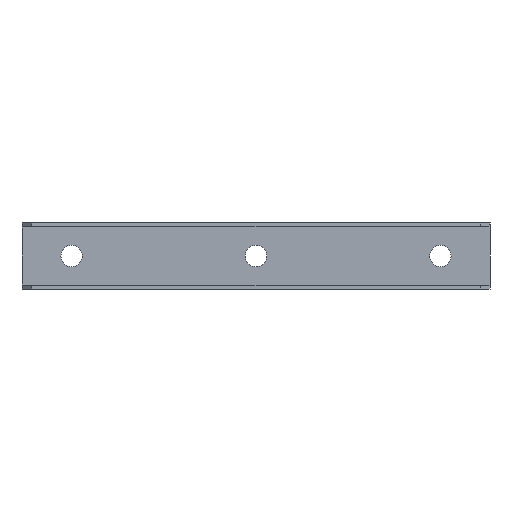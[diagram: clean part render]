
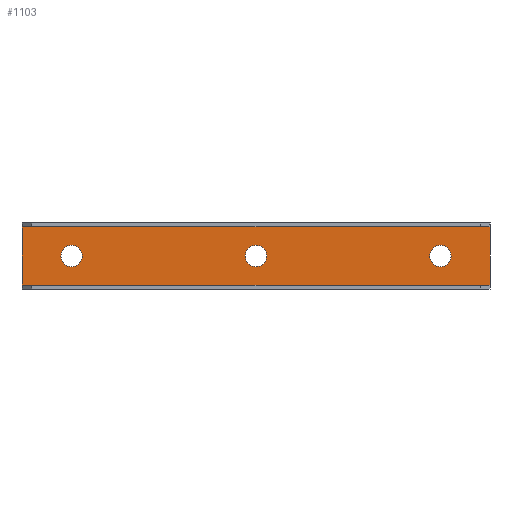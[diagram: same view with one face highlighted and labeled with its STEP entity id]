
A CAD part, left-side view. The second image highlights one B-rep face of the part: STEP entity #1103.
In plain terms, the highlighted planar face has unit normal (-1, 0, 0).
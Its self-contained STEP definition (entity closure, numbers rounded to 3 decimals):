
#29 = CARTESIAN_POINT ( 'NONE',  ( 13.5, -25., 0. ) ) ;
#52 = CARTESIAN_POINT ( 'NONE',  ( 13.5, -145.5, 14. ) ) ;
#120 = DIRECTION ( 'NONE',  ( 0., 0., -1. ) ) ;
#124 = DIRECTION ( 'NONE',  ( 0., 0., -1. ) ) ;
#140 = CARTESIAN_POINT ( 'NONE',  ( 13.5, 95.5, 13. ) ) ;
#148 = CARTESIAN_POINT ( 'NONE',  ( 13.5, 95.5, -15. ) ) ;
#154 = EDGE_CURVE ( 'NONE', #1187, #672, #2162, .T. ) ;
#186 = CIRCLE ( 'NONE', #1478, 5.5 ) ;
#192 = AXIS2_PLACEMENT_3D ( 'NONE', #1461, #2301, #2100 ) ;
#195 = CIRCLE ( 'NONE', #1908, 5.5 ) ;
#234 = VECTOR ( 'NONE', #555, 1000. ) ;
#239 = CIRCLE ( 'NONE', #2309, 5.5 ) ;
#254 = DIRECTION ( 'NONE',  ( -1., 0., 0. ) ) ;
#268 = DIRECTION ( 'NONE',  ( 0., 0., 1. ) ) ;
#280 = CIRCLE ( 'NONE', #850, 5.5 ) ;
#299 = CARTESIAN_POINT ( 'NONE',  ( 13.5, -120., 5.5 ) ) ;
#330 = LINE ( 'NONE', #2196, #474 ) ;
#336 = VERTEX_POINT ( 'NONE', #1965 ) ;
#418 = ORIENTED_EDGE ( 'NONE', *, *, #2622, .F. ) ;
#431 = VERTEX_POINT ( 'NONE', #607 ) ;
#443 = FACE_OUTER_BOUND ( 'NONE', #782, .T. ) ;
#458 = ORIENTED_EDGE ( 'NONE', *, *, #2482, .F. ) ;
#468 = VECTOR ( 'NONE', #612, 1000. ) ;
#474 = VECTOR ( 'NONE', #729, 1000. ) ;
#485 = DIRECTION ( 'NONE',  ( 0., 0., 1. ) ) ;
#522 = CARTESIAN_POINT ( 'NONE',  ( 13.5, 95.5, -14. ) ) ;
#555 = DIRECTION ( 'NONE',  ( 0., 0., 1. ) ) ;
#594 = ORIENTED_EDGE ( 'NONE', *, *, #2669, .F. ) ;
#607 = CARTESIAN_POINT ( 'NONE',  ( 13.5, -120., -5.5 ) ) ;
#612 = DIRECTION ( 'NONE',  ( 0., 1., 0. ) ) ;
#614 = ORIENTED_EDGE ( 'NONE', *, *, #2620, .F. ) ;
#621 = VECTOR ( 'NONE', #693, 1000. ) ;
#637 = ORIENTED_EDGE ( 'NONE', *, *, #154, .F. ) ;
#645 = ORIENTED_EDGE ( 'NONE', *, *, #2651, .T. ) ;
#652 = EDGE_CURVE ( 'NONE', #2650, #2399, #330, .T. ) ;
#664 = VECTOR ( 'NONE', #1377, 1000. ) ;
#669 = CARTESIAN_POINT ( 'NONE',  ( 13.5, 70., 0. ) ) ;
#670 = ORIENTED_EDGE ( 'NONE', *, *, #763, .F. ) ;
#672 = VERTEX_POINT ( 'NONE', #2390 ) ;
#679 = EDGE_CURVE ( 'NONE', #2399, #2646, #1558, .T. ) ;
#683 = DIRECTION ( 'NONE',  ( 0., 0., 1. ) ) ;
#688 = EDGE_LOOP ( 'NONE', ( #637, #458 ) ) ;
#693 = DIRECTION ( 'NONE',  ( 0., 0., 1. ) ) ;
#729 = DIRECTION ( 'NONE',  ( 0., 0., -1. ) ) ;
#763 = EDGE_CURVE ( 'NONE', #2646, #2259, #1219, .T. ) ;
#782 = EDGE_LOOP ( 'NONE', ( #2017, #2098, #670, #2306, #2291, #1764, #645, #2247 ) ) ;
#795 = CARTESIAN_POINT ( 'NONE',  ( 13.5, 70., 0. ) ) ;
#829 = VECTOR ( 'NONE', #120, 1000. ) ;
#850 = AXIS2_PLACEMENT_3D ( 'NONE', #669, #2492, #485 ) ;
#871 = FACE_BOUND ( 'NONE', #1524, .T. ) ;
#911 = LINE ( 'NONE', #1325, #664 ) ;
#961 = LINE ( 'NONE', #522, #2345 ) ;
#981 = VERTEX_POINT ( 'NONE', #2113 ) ;
#1008 = AXIS2_PLACEMENT_3D ( 'NONE', #795, #1586, #1848 ) ;
#1061 = FACE_BOUND ( 'NONE', #1915, .T. ) ;
#1090 = DIRECTION ( 'NONE',  ( -1., 0., 0. ) ) ;
#1092 = VERTEX_POINT ( 'NONE', #299 ) ;
#1103 = ADVANCED_FACE ( 'NONE', ( #871, #2643, #1061, #443 ), #2248, .T. ) ;
#1187 = VERTEX_POINT ( 'NONE', #2629 ) ;
#1219 = LINE ( 'NONE', #1634, #468 ) ;
#1281 = CIRCLE ( 'NONE', #192, 5.5 ) ;
#1316 = EDGE_CURVE ( 'NONE', #431, #1092, #186, .T. ) ;
#1325 = CARTESIAN_POINT ( 'NONE',  ( 13.5, 0., 15. ) ) ;
#1351 = VECTOR ( 'NONE', #2177, 1000. ) ;
#1377 = DIRECTION ( 'NONE',  ( 0., 1., 0. ) ) ;
#1382 = CARTESIAN_POINT ( 'NONE',  ( 13.5, 95.5, 0. ) ) ;
#1405 = EDGE_CURVE ( 'NONE', #2381, #2259, #961, .T. ) ;
#1447 = EDGE_CURVE ( 'NONE', #2381, #2339, #1748, .T. ) ;
#1461 = CARTESIAN_POINT ( 'NONE',  ( 13.5, -25., 0. ) ) ;
#1478 = AXIS2_PLACEMENT_3D ( 'NONE', #1713, #254, #268 ) ;
#1523 = CARTESIAN_POINT ( 'NONE',  ( 13.5, -120., 0. ) ) ;
#1524 = EDGE_LOOP ( 'NONE', ( #418, #614 ) ) ;
#1558 = LINE ( 'NONE', #1972, #829 ) ;
#1586 = DIRECTION ( 'NONE',  ( -1., 0., 0. ) ) ;
#1597 = CARTESIAN_POINT ( 'NONE',  ( 13.5, 0., 0. ) ) ;
#1616 = CARTESIAN_POINT ( 'NONE',  ( 13.5, 95.5, -14. ) ) ;
#1629 = VERTEX_POINT ( 'NONE', #2689 ) ;
#1634 = CARTESIAN_POINT ( 'NONE',  ( 13.5, 0., -15. ) ) ;
#1713 = CARTESIAN_POINT ( 'NONE',  ( 13.5, -120., 0. ) ) ;
#1748 = LINE ( 'NONE', #140, #1351 ) ;
#1764 = ORIENTED_EDGE ( 'NONE', *, *, #2544, .T. ) ;
#1778 = CARTESIAN_POINT ( 'NONE',  ( 13.5, -145.5, -15. ) ) ;
#1848 = DIRECTION ( 'NONE',  ( 0., 0., 1. ) ) ;
#1864 = AXIS2_PLACEMENT_3D ( 'NONE', #1597, #1874, #2428 ) ;
#1874 = DIRECTION ( 'NONE',  ( -1., 0., 0. ) ) ;
#1908 = AXIS2_PLACEMENT_3D ( 'NONE', #1523, #1966, #1925 ) ;
#1915 = EDGE_LOOP ( 'NONE', ( #2450, #594 ) ) ;
#1925 = DIRECTION ( 'NONE',  ( 0., 0., 1. ) ) ;
#1965 = CARTESIAN_POINT ( 'NONE',  ( 13.5, -25., 5.5 ) ) ;
#1966 = DIRECTION ( 'NONE',  ( -1., 0., 0. ) ) ;
#1972 = CARTESIAN_POINT ( 'NONE',  ( 13.5, -145.5, 0. ) ) ;
#2017 = ORIENTED_EDGE ( 'NONE', *, *, #1447, .F. ) ;
#2068 = CARTESIAN_POINT ( 'NONE',  ( 13.5, -145.5, -14. ) ) ;
#2098 = ORIENTED_EDGE ( 'NONE', *, *, #1405, .T. ) ;
#2100 = DIRECTION ( 'NONE',  ( 0., 0., 1. ) ) ;
#2113 = CARTESIAN_POINT ( 'NONE',  ( 13.5, -25., -5.5 ) ) ;
#2162 = CIRCLE ( 'NONE', #1008, 5.5 ) ;
#2177 = DIRECTION ( 'NONE',  ( 0., 0., 1. ) ) ;
#2196 = CARTESIAN_POINT ( 'NONE',  ( 13.5, -145.5, -15. ) ) ;
#2203 = EDGE_CURVE ( 'NONE', #2339, #1629, #2586, .T. ) ;
#2247 = ORIENTED_EDGE ( 'NONE', *, *, #2203, .F. ) ;
#2248 = PLANE ( 'NONE',  #1864 ) ;
#2259 = VERTEX_POINT ( 'NONE', #148 ) ;
#2291 = ORIENTED_EDGE ( 'NONE', *, *, #652, .F. ) ;
#2301 = DIRECTION ( 'NONE',  ( -1., 0., 0. ) ) ;
#2306 = ORIENTED_EDGE ( 'NONE', *, *, #679, .F. ) ;
#2309 = AXIS2_PLACEMENT_3D ( 'NONE', #29, #1090, #683 ) ;
#2312 = LINE ( 'NONE', #52, #621 ) ;
#2339 = VERTEX_POINT ( 'NONE', #2681 ) ;
#2345 = VECTOR ( 'NONE', #124, 1000. ) ;
#2381 = VERTEX_POINT ( 'NONE', #1616 ) ;
#2390 = CARTESIAN_POINT ( 'NONE',  ( 13.5, 70., 5.5 ) ) ;
#2396 = VERTEX_POINT ( 'NONE', #2429 ) ;
#2399 = VERTEX_POINT ( 'NONE', #2068 ) ;
#2428 = DIRECTION ( 'NONE',  ( 0., 0., 1. ) ) ;
#2429 = CARTESIAN_POINT ( 'NONE',  ( 13.5, -145.5, 15. ) ) ;
#2450 = ORIENTED_EDGE ( 'NONE', *, *, #1316, .F. ) ;
#2482 = EDGE_CURVE ( 'NONE', #672, #1187, #280, .T. ) ;
#2492 = DIRECTION ( 'NONE',  ( -1., 0., 0. ) ) ;
#2544 = EDGE_CURVE ( 'NONE', #2650, #2396, #2312, .T. ) ;
#2572 = CARTESIAN_POINT ( 'NONE',  ( 13.5, -145.5, 14. ) ) ;
#2586 = LINE ( 'NONE', #1382, #234 ) ;
#2620 = EDGE_CURVE ( 'NONE', #336, #981, #1281, .T. ) ;
#2622 = EDGE_CURVE ( 'NONE', #981, #336, #239, .T. ) ;
#2629 = CARTESIAN_POINT ( 'NONE',  ( 13.5, 70., -5.5 ) ) ;
#2643 = FACE_BOUND ( 'NONE', #688, .T. ) ;
#2646 = VERTEX_POINT ( 'NONE', #1778 ) ;
#2650 = VERTEX_POINT ( 'NONE', #2572 ) ;
#2651 = EDGE_CURVE ( 'NONE', #2396, #1629, #911, .T. ) ;
#2669 = EDGE_CURVE ( 'NONE', #1092, #431, #195, .T. ) ;
#2681 = CARTESIAN_POINT ( 'NONE',  ( 13.5, 95.5, 14. ) ) ;
#2689 = CARTESIAN_POINT ( 'NONE',  ( 13.5, 95.5, 15. ) ) ;
